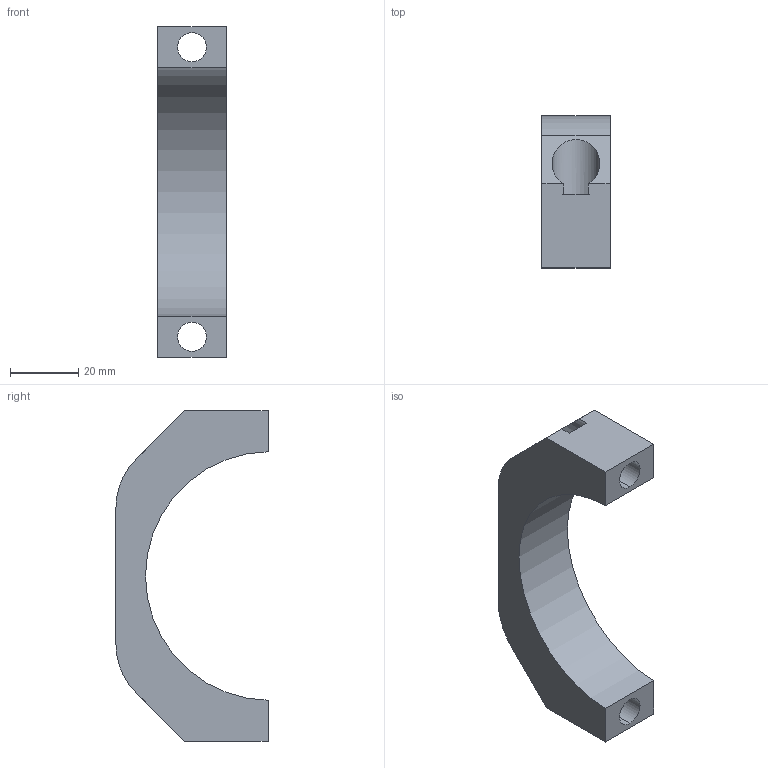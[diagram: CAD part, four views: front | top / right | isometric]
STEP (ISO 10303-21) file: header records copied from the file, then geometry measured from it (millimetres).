
FILE_DESCRIPTION (( 'STEP AP203' ), '1' );
FILE_NAME ('gearbox saddle clamp v2.STEP', '2017-03-10T10:17:37', ( '' ), ( '' ), 'SwSTEP 2.0', 'SolidWorks 2015', '' );
FILE_SCHEMA (( 'CONFIG_CONTROL_DESIGN' ));
Length unit declared in the file: millimetre
Products named in the file (1): gearbox saddle clamp v2
Bounding box: 20 x 44.5 x 96.69 mm (x, y, z)
Volume: 31743.9 mm3; surface area: 11158.5 mm2
Topology: 1 solids, 1 shells, 21 faces, 57 edges, 38 vertices
Faces by surface type: plane 11, cylinder 10
Entity records: 756 total; most frequent: CARTESIAN_POINT 129, DIRECTION 115, ORIENTED_EDGE 114, EDGE_CURVE 57, AXIS2_PLACEMENT_3D 39, VERTEX_POINT 38, VECTOR 37, LINE 37
